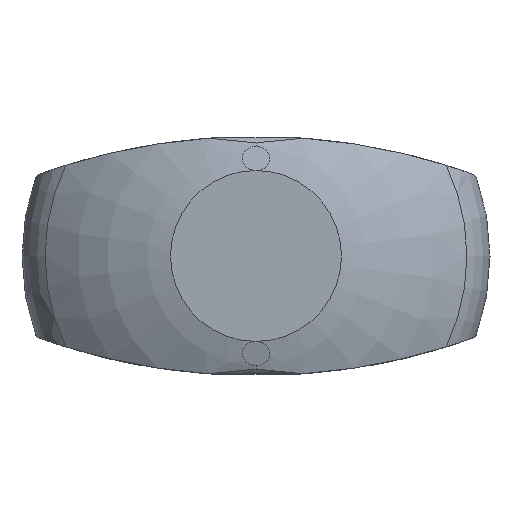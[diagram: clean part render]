
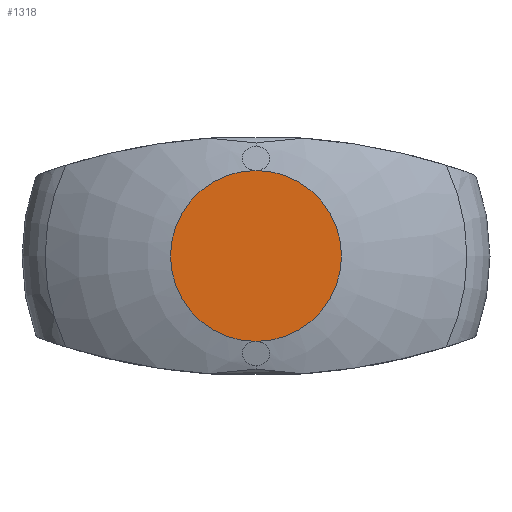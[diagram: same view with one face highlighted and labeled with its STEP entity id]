
A CAD part, top view. The second image highlights one B-rep face of the part: STEP entity #1318.
In plain terms, the highlighted planar face has unit normal (0, 0, 1).
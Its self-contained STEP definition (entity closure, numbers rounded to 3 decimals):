
#738=VERTEX_POINT('',#1847);
#946=VERTEX_POINT('',#2074);
#1096=EDGE_CURVE('',#946,#738,#2235,.T.);
#1318=ADVANCED_FACE('',(#2479),#2480,.T.);
#1448=EDGE_CURVE('',#738,#946,#2624,.T.);
#1847=CARTESIAN_POINT('',(0.0,8.95,40.5));
#2074=CARTESIAN_POINT('',(0.0,-8.95,40.5));
#2235=CIRCLE('',#4803,8.95);
#2479=FACE_OUTER_BOUND('',#5720,.T.);
#2480=PLANE('',#5721);
#2624=CIRCLE('',#6130,8.95);
#4803=AXIS2_PLACEMENT_3D('',#7299,#7300,#7301);
#5720=EDGE_LOOP('',(#7560,#7561));
#5721=AXIS2_PLACEMENT_3D('',#7562,#7563,#7564);
#6130=AXIS2_PLACEMENT_3D('',#7731,#7732,#7733);
#7299=CARTESIAN_POINT('',(0.0,0.,40.5));
#7300=DIRECTION('',(-0.0,0.,-1.0));
#7301=DIRECTION('',(-1.0,0.0,0.0));
#7560=ORIENTED_EDGE('',*,*,#1096,.F.);
#7561=ORIENTED_EDGE('',*,*,#1448,.F.);
#7562=CARTESIAN_POINT('',(-4.475,0.,40.5));
#7563=DIRECTION('',(0.,0.,1.0));
#7564=DIRECTION('',(1.0,0.,0.));
#7731=CARTESIAN_POINT('',(0.0,0.,40.5));
#7732=DIRECTION('',(-0.0,0.,-1.0));
#7733=DIRECTION('',(-1.0,0.0,0.0));
